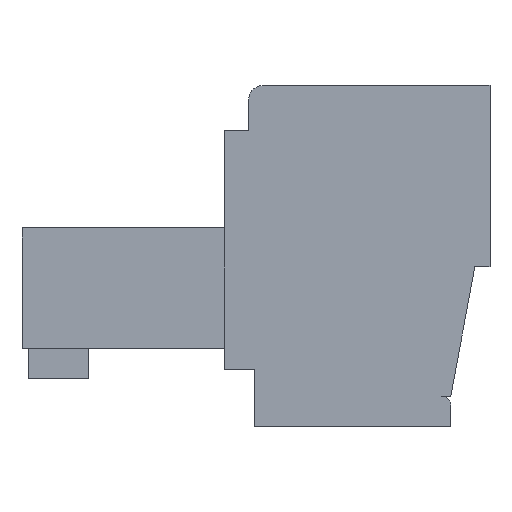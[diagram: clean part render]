
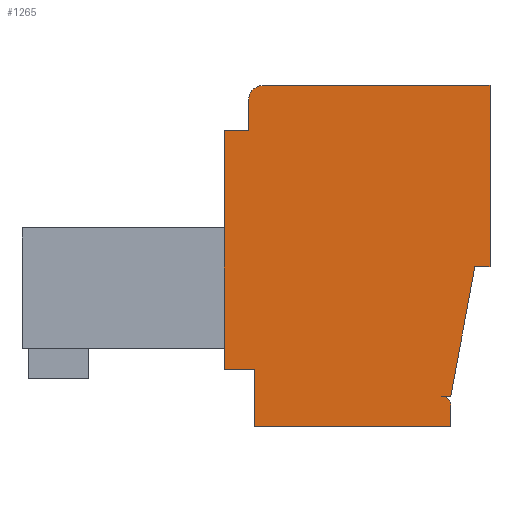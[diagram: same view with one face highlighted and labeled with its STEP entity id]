
A CAD part, left-side view. The second image highlights one B-rep face of the part: STEP entity #1265.
In plain terms, the highlighted planar face has unit normal (-1, 0, 0).
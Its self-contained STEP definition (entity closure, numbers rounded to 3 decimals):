
#21 = VECTOR ( 'NONE', #3102, 1000. ) ;
#33 = CARTESIAN_POINT ( 'NONE',  ( -46.115, -0.25, 10.8 ) ) ;
#53 = DIRECTION ( 'NONE',  ( -1., 0., 0. ) ) ;
#64 = PLANE ( 'NONE',  #1317 ) ;
#134 = DIRECTION ( 'NONE',  ( 0., 0., 1. ) ) ;
#206 = CARTESIAN_POINT ( 'NONE',  ( -46.115, -7.75, 11.3 ) ) ;
#228 = CARTESIAN_POINT ( 'NONE',  ( -46.115, -7.25, 5.3 ) ) ;
#310 = VERTEX_POINT ( 'NONE', #3422 ) ;
#395 = VERTEX_POINT ( 'NONE', #206 ) ;
#412 = DIRECTION ( 'NONE',  ( 0., 0., -1. ) ) ;
#442 = DIRECTION ( 'NONE',  ( 0., 0., -1. ) ) ;
#492 = DIRECTION ( 'NONE',  ( 0., 1., 0. ) ) ;
#544 = CIRCLE ( 'NONE', #2976, 0.5 ) ;
#558 = VERTEX_POINT ( 'NONE', #1040 ) ;
#600 = LINE ( 'NONE', #3239, #4239 ) ;
#641 = FACE_OUTER_BOUND ( 'NONE', #2707, .T. ) ;
#663 = VECTOR ( 'NONE', #1004, 1000. ) ;
#703 = EDGE_CURVE ( 'NONE', #2799, #1381, #3454, .T. ) ;
#749 = VECTOR ( 'NONE', #134, 1000. ) ;
#770 = VERTEX_POINT ( 'NONE', #228 ) ;
#779 = CARTESIAN_POINT ( 'NONE',  ( -46.115, -7.25, 5.3 ) ) ;
#802 = CARTESIAN_POINT ( 'NONE',  ( -46.115, 1.05, 1.9 ) ) ;
#818 = DIRECTION ( 'NONE',  ( 0., 0., -1. ) ) ;
#833 = VERTEX_POINT ( 'NONE', #2565 ) ;
#847 = VECTOR ( 'NONE', #442, 1000. ) ;
#849 = VERTEX_POINT ( 'NONE', #1392 ) ;
#854 = VERTEX_POINT ( 'NONE', #1651 ) ;
#924 = CARTESIAN_POINT ( 'NONE',  ( -46.115, -6.45, 0.7 ) ) ;
#1004 = DIRECTION ( 'NONE',  ( 0., 0., -1. ) ) ;
#1040 = CARTESIAN_POINT ( 'NONE',  ( -46.115, 0.05, 1.9 ) ) ;
#1063 = CARTESIAN_POINT ( 'NONE',  ( -46.115, 1.05, 9.8 ) ) ;
#1095 = CARTESIAN_POINT ( 'NONE',  ( -46.115, 0.25, 10.8 ) ) ;
#1126 = EDGE_CURVE ( 'NONE', #854, #770, #1277, .T. ) ;
#1226 = DIRECTION ( 'NONE',  ( 0., -1., 0. ) ) ;
#1239 = DIRECTION ( 'NONE',  ( 0., 0., -1. ) ) ;
#1265 = ADVANCED_FACE ( 'NONE', ( #641 ), #64, .F. ) ;
#1277 = LINE ( 'NONE', #1507, #3442 ) ;
#1317 = AXIS2_PLACEMENT_3D ( 'NONE', #2277, #2083, #412 ) ;
#1338 = LINE ( 'NONE', #2643, #663 ) ;
#1348 = VECTOR ( 'NONE', #1813, 1000. ) ;
#1349 = EDGE_CURVE ( 'NONE', #395, #854, #1646, .T. ) ;
#1370 = DIRECTION ( 'NONE',  ( 0., 0., -1. ) ) ;
#1381 = VERTEX_POINT ( 'NONE', #924 ) ;
#1392 = CARTESIAN_POINT ( 'NONE',  ( -46.115, 1.05, 1.9 ) ) ;
#1479 = ORIENTED_EDGE ( 'NONE', *, *, #3184, .T. ) ;
#1485 = CARTESIAN_POINT ( 'NONE',  ( -46.115, 1.05, 11.3 ) ) ;
#1507 = CARTESIAN_POINT ( 'NONE',  ( -46.115, -7.75, 5.3 ) ) ;
#1543 = ORIENTED_EDGE ( 'NONE', *, *, #1688, .T. ) ;
#1572 = ORIENTED_EDGE ( 'NONE', *, *, #1349, .F. ) ;
#1587 = DIRECTION ( 'NONE',  ( 0., 1., 0. ) ) ;
#1593 = VERTEX_POINT ( 'NONE', #1063 ) ;
#1646 = LINE ( 'NONE', #2420, #2372 ) ;
#1647 = EDGE_CURVE ( 'NONE', #558, #2568, #3395, .T. ) ;
#1651 = CARTESIAN_POINT ( 'NONE',  ( -46.115, -7.75, 5.3 ) ) ;
#1667 = EDGE_CURVE ( 'NONE', #1593, #849, #3417, .T. ) ;
#1671 = ORIENTED_EDGE ( 'NONE', *, *, #3471, .F. ) ;
#1688 = EDGE_CURVE ( 'NONE', #2568, #2799, #600, .T. ) ;
#1689 = CIRCLE ( 'NONE', #3270, 0.3 ) ;
#1710 = ORIENTED_EDGE ( 'NONE', *, *, #3530, .F. ) ;
#1805 = VERTEX_POINT ( 'NONE', #1095 ) ;
#1813 = DIRECTION ( 'NONE',  ( 0., 1., 0. ) ) ;
#1864 = DIRECTION ( 'NONE',  ( -1., 0., 0. ) ) ;
#2019 = VERTEX_POINT ( 'NONE', #2670 ) ;
#2032 = VECTOR ( 'NONE', #492, 1000. ) ;
#2050 = ORIENTED_EDGE ( 'NONE', *, *, #2123, .F. ) ;
#2083 = DIRECTION ( 'NONE',  ( 1., 0., 0. ) ) ;
#2106 = EDGE_CURVE ( 'NONE', #310, #395, #3426, .T. ) ;
#2123 = EDGE_CURVE ( 'NONE', #833, #2019, #4114, .T. ) ;
#2267 = CARTESIAN_POINT ( 'NONE',  ( -46.115, -6.15, 0.7 ) ) ;
#2271 = ORIENTED_EDGE ( 'NONE', *, *, #2289, .T. ) ;
#2274 = ORIENTED_EDGE ( 'NONE', *, *, #2106, .F. ) ;
#2277 = CARTESIAN_POINT ( 'NONE',  ( -46.115, 0., 0. ) ) ;
#2289 = EDGE_CURVE ( 'NONE', #1805, #3838, #1338, .T. ) ;
#2372 = VECTOR ( 'NONE', #3955, 1000. ) ;
#2398 = ORIENTED_EDGE ( 'NONE', *, *, #3795, .T. ) ;
#2420 = CARTESIAN_POINT ( 'NONE',  ( -46.115, -7.75, 10.7 ) ) ;
#2431 = VECTOR ( 'NONE', #3478, 1000. ) ;
#2535 = DIRECTION ( 'NONE',  ( 0., 1., 0. ) ) ;
#2565 = CARTESIAN_POINT ( 'NONE',  ( -46.115, -6.45, 1. ) ) ;
#2568 = VERTEX_POINT ( 'NONE', #3020 ) ;
#2597 = LINE ( 'NONE', #3900, #3539 ) ;
#2643 = CARTESIAN_POINT ( 'NONE',  ( -46.115, 0.25, 11.3 ) ) ;
#2670 = CARTESIAN_POINT ( 'NONE',  ( -46.115, -6.15, 1. ) ) ;
#2672 = ORIENTED_EDGE ( 'NONE', *, *, #1126, .F. ) ;
#2707 = EDGE_LOOP ( 'NONE', ( #1572, #2274, #2398, #2271, #1479, #3058, #1671, #3281, #1543, #3284, #3839, #2050, #1710, #2672 ) ) ;
#2713 = VECTOR ( 'NONE', #818, 1000. ) ;
#2722 = LINE ( 'NONE', #802, #1348 ) ;
#2758 = CARTESIAN_POINT ( 'NONE',  ( -46.115, 0.05, 1.9 ) ) ;
#2797 = LINE ( 'NONE', #779, #2431 ) ;
#2799 = VERTEX_POINT ( 'NONE', #3087 ) ;
#2976 = AXIS2_PLACEMENT_3D ( 'NONE', #33, #53, #1370 ) ;
#3020 = CARTESIAN_POINT ( 'NONE',  ( -46.115, 0.05, 0. ) ) ;
#3058 = ORIENTED_EDGE ( 'NONE', *, *, #1667, .T. ) ;
#3072 = CARTESIAN_POINT ( 'NONE',  ( -46.115, 0.25, 9.8 ) ) ;
#3087 = CARTESIAN_POINT ( 'NONE',  ( -46.115, -6.45, 0. ) ) ;
#3102 = DIRECTION ( 'NONE',  ( 0., -1., 0. ) ) ;
#3184 = EDGE_CURVE ( 'NONE', #3838, #1593, #2597, .T. ) ;
#3239 = CARTESIAN_POINT ( 'NONE',  ( -46.115, -7.75, 0. ) ) ;
#3248 = EDGE_CURVE ( 'NONE', #1381, #2019, #1689, .T. ) ;
#3270 = AXIS2_PLACEMENT_3D ( 'NONE', #2267, #1864, #1239 ) ;
#3281 = ORIENTED_EDGE ( 'NONE', *, *, #1647, .T. ) ;
#3284 = ORIENTED_EDGE ( 'NONE', *, *, #703, .T. ) ;
#3395 = LINE ( 'NONE', #2758, #2713 ) ;
#3417 = LINE ( 'NONE', #1485, #847 ) ;
#3422 = CARTESIAN_POINT ( 'NONE',  ( -46.115, -0.25, 11.3 ) ) ;
#3426 = LINE ( 'NONE', #3749, #21 ) ;
#3442 = VECTOR ( 'NONE', #2535, 1000. ) ;
#3454 = LINE ( 'NONE', #4105, #749 ) ;
#3460 = CARTESIAN_POINT ( 'NONE',  ( -46.115, -5.25, 1. ) ) ;
#3471 = EDGE_CURVE ( 'NONE', #558, #849, #2722, .T. ) ;
#3478 = DIRECTION ( 'NONE',  ( 0., 0.183, -0.983 ) ) ;
#3530 = EDGE_CURVE ( 'NONE', #770, #833, #2797, .T. ) ;
#3539 = VECTOR ( 'NONE', #1587, 1000. ) ;
#3749 = CARTESIAN_POINT ( 'NONE',  ( -46.115, -7.75, 11.3 ) ) ;
#3795 = EDGE_CURVE ( 'NONE', #310, #1805, #544, .T. ) ;
#3838 = VERTEX_POINT ( 'NONE', #3072 ) ;
#3839 = ORIENTED_EDGE ( 'NONE', *, *, #3248, .T. ) ;
#3900 = CARTESIAN_POINT ( 'NONE',  ( -46.115, -7.75, 9.8 ) ) ;
#3955 = DIRECTION ( 'NONE',  ( 0., 0., -1. ) ) ;
#4105 = CARTESIAN_POINT ( 'NONE',  ( -46.115, -6.45, 11.3 ) ) ;
#4114 = LINE ( 'NONE', #3460, #2032 ) ;
#4239 = VECTOR ( 'NONE', #1226, 1000. ) ;
